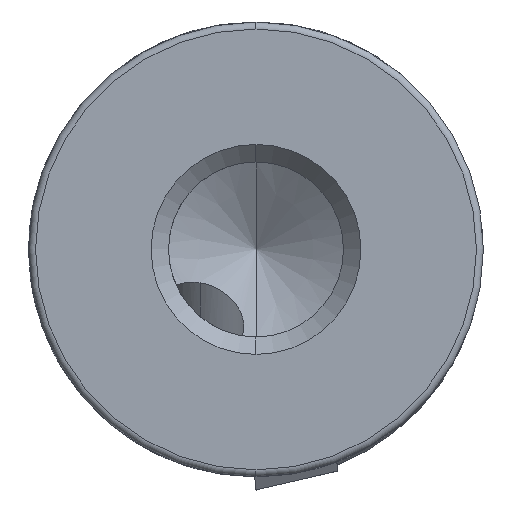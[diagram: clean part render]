
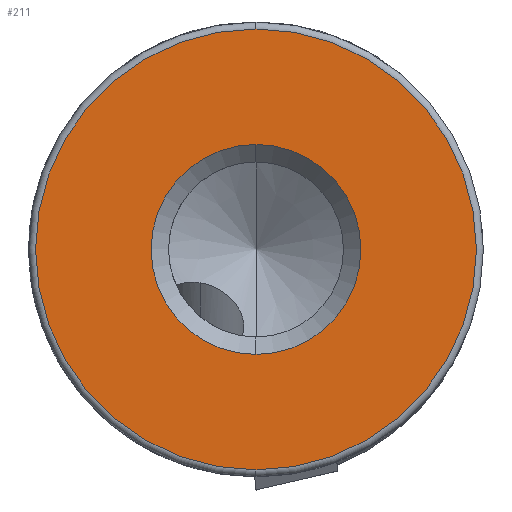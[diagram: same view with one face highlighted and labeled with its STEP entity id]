
A CAD part, left-side view. The second image highlights one B-rep face of the part: STEP entity #211.
In plain terms, the highlighted planar face has unit normal (-1, 0, 0).
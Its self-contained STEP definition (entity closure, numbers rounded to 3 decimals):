
#205 = CARTESIAN_POINT ( 'NONE',  ( -23., 0., 6.875 ) ) ;
#211 = ADVANCED_FACE ( 'NONE', ( #618, #1511 ), #2187, .F. ) ;
#415 = VERTEX_POINT ( 'NONE', #1135 ) ;
#484 = DIRECTION ( 'NONE',  ( 0., 0., -1. ) ) ;
#521 = ORIENTED_EDGE ( 'NONE', *, *, #1543, .T. ) ;
#566 = DIRECTION ( 'NONE',  ( 0., 0., 1. ) ) ;
#618 = FACE_OUTER_BOUND ( 'NONE', #2653, .T. ) ;
#807 = VERTEX_POINT ( 'NONE', #3628 ) ;
#829 = DIRECTION ( 'NONE',  ( 1., 0., 0. ) ) ;
#1023 = DIRECTION ( 'NONE',  ( -1., 0., 0. ) ) ;
#1129 = EDGE_CURVE ( 'NONE', #2651, #415, #1785, .T. ) ;
#1135 = CARTESIAN_POINT ( 'NONE',  ( -23., 0., 13.175 ) ) ;
#1191 = AXIS2_PLACEMENT_3D ( 'NONE', #3040, #1023, #3387 ) ;
#1195 = CARTESIAN_POINT ( 'NONE',  ( -23., 0., 6.875 ) ) ;
#1479 = CARTESIAN_POINT ( 'NONE',  ( -23., 0., 6.875 ) ) ;
#1511 = FACE_BOUND ( 'NONE', #2753, .T. ) ;
#1538 = DIRECTION ( 'NONE',  ( 0., 0., 1. ) ) ;
#1543 = EDGE_CURVE ( 'NONE', #415, #2651, #3310, .T. ) ;
#1777 = CIRCLE ( 'NONE', #2544, 3. ) ;
#1785 = CIRCLE ( 'NONE', #1191, 6.3 ) ;
#1816 = DIRECTION ( 'NONE',  ( 0., 0., -1. ) ) ;
#1923 = CARTESIAN_POINT ( 'NONE',  ( -23., 0., 0.575 ) ) ;
#2185 = ORIENTED_EDGE ( 'NONE', *, *, #2619, .F. ) ;
#2187 = PLANE ( 'NONE',  #3649 ) ;
#2254 = CIRCLE ( 'NONE', #2940, 3. ) ;
#2524 = ORIENTED_EDGE ( 'NONE', *, *, #1129, .T. ) ;
#2544 = AXIS2_PLACEMENT_3D ( 'NONE', #1195, #3556, #1538 ) ;
#2580 = DIRECTION ( 'NONE',  ( -1., 0., 0. ) ) ;
#2619 = EDGE_CURVE ( 'NONE', #2967, #807, #2254, .T. ) ;
#2651 = VERTEX_POINT ( 'NONE', #1923 ) ;
#2653 = EDGE_LOOP ( 'NONE', ( #2524, #521 ) ) ;
#2698 = AXIS2_PLACEMENT_3D ( 'NONE', #1479, #3830, #1816 ) ;
#2753 = EDGE_LOOP ( 'NONE', ( #2185, #3927 ) ) ;
#2940 = AXIS2_PLACEMENT_3D ( 'NONE', #205, #2580, #566 ) ;
#2967 = VERTEX_POINT ( 'NONE', #3682 ) ;
#3040 = CARTESIAN_POINT ( 'NONE',  ( -23., 0., 6.875 ) ) ;
#3116 = EDGE_CURVE ( 'NONE', #807, #2967, #1777, .T. ) ;
#3310 = CIRCLE ( 'NONE', #2698, 6.3 ) ;
#3387 = DIRECTION ( 'NONE',  ( 0., 0., -1. ) ) ;
#3556 = DIRECTION ( 'NONE',  ( -1., 0., 0. ) ) ;
#3628 = CARTESIAN_POINT ( 'NONE',  ( -23., 0., 3.875 ) ) ;
#3649 = AXIS2_PLACEMENT_3D ( 'NONE', #4203, #829, #484 ) ;
#3682 = CARTESIAN_POINT ( 'NONE',  ( -23., 0., 9.875 ) ) ;
#3830 = DIRECTION ( 'NONE',  ( -1., 0., 0. ) ) ;
#3927 = ORIENTED_EDGE ( 'NONE', *, *, #3116, .F. ) ;
#4203 = CARTESIAN_POINT ( 'NONE',  ( -23., 0., 0.375 ) ) ;
